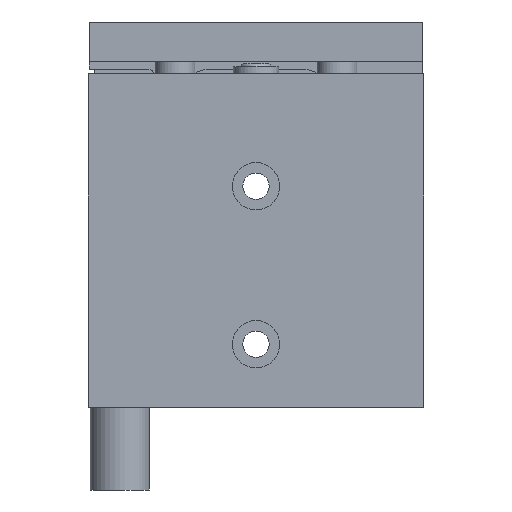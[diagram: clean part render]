
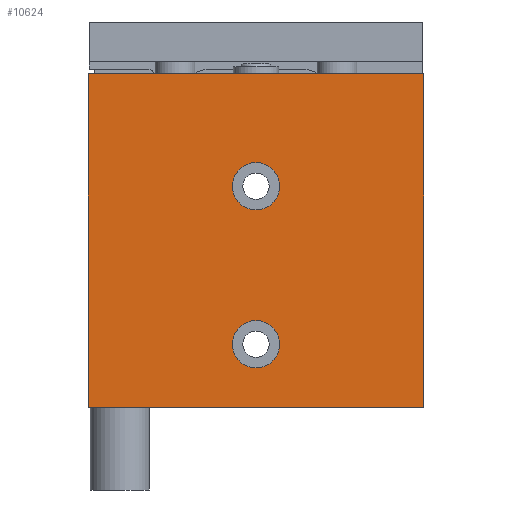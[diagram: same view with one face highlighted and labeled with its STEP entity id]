
A CAD part, front view. The second image highlights one B-rep face of the part: STEP entity #10624.
In plain terms, the highlighted planar face has unit normal (0, -1, 0).
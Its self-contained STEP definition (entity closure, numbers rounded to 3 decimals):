
#128=LINE('',#15404,#824);
#184=LINE('',#15534,#880);
#215=LINE('',#15637,#911);
#216=LINE('',#15643,#912);
#824=VECTOR('',#12405,1000.);
#880=VECTOR('',#12497,1000.);
#911=VECTOR('',#12584,1000.);
#912=VECTOR('',#12591,1000.);
#1514=PLANE('',#11267);
#1958=ORIENTED_EDGE('',*,*,#4461,.F.);
#1959=ORIENTED_EDGE('',*,*,#4462,.F.);
#1960=ORIENTED_EDGE('',*,*,#4341,.F.);
#1961=ORIENTED_EDGE('',*,*,#4460,.F.);
#1962=ORIENTED_EDGE('',*,*,#4407,.T.);
#1963=ORIENTED_EDGE('',*,*,#4463,.T.);
#4341=EDGE_CURVE('',#5606,#5607,#128,.T.);
#4407=EDGE_CURVE('',#5663,#5662,#184,.T.);
#4460=EDGE_CURVE('',#5663,#5606,#215,.T.);
#4461=EDGE_CURVE('',#5707,#5707,#6521,.T.);
#4462=EDGE_CURVE('',#5708,#5708,#6522,.T.);
#4463=EDGE_CURVE('',#5662,#5607,#216,.T.);
#5606=VERTEX_POINT('',#15403);
#5607=VERTEX_POINT('',#15405);
#5662=VERTEX_POINT('',#15533);
#5663=VERTEX_POINT('',#15535);
#5707=VERTEX_POINT('',#15640);
#5708=VERTEX_POINT('',#15642);
#6521=CIRCLE('',#11268,6.);
#6522=CIRCLE('',#11269,6.);
#7053=EDGE_LOOP('',(#1958));
#7054=EDGE_LOOP('',(#1959));
#7055=EDGE_LOOP('',(#1960,#1961,#1962,#1963));
#7843=FACE_BOUND('',#7053,.T.);
#7844=FACE_BOUND('',#7054,.T.);
#7845=FACE_BOUND('',#7055,.T.);
#10624=ADVANCED_FACE('',(#7843,#7844,#7845),#1514,.T.);
#11267=AXIS2_PLACEMENT_3D('',#15638,#12585,#12586);
#11268=AXIS2_PLACEMENT_3D('',#15639,#12587,#12588);
#11269=AXIS2_PLACEMENT_3D('',#15641,#12589,#12590);
#12405=DIRECTION('',(1.,0.,0.));
#12497=DIRECTION('',(1.,0.,0.));
#12584=DIRECTION('',(0.,0.,1.));
#12585=DIRECTION('',(0.,-1.,0.));
#12586=DIRECTION('',(0.,0.,-1.));
#12587=DIRECTION('',(0.,-1.,0.));
#12588=DIRECTION('',(0.,0.,-1.));
#12589=DIRECTION('',(0.,-1.,0.));
#12590=DIRECTION('',(0.,0.,-1.));
#12591=DIRECTION('',(0.,0.,1.));
#15403=CARTESIAN_POINT('',(-42.5,0.,0.));
#15404=CARTESIAN_POINT('',(-42.5,0.,0.));
#15405=CARTESIAN_POINT('',(42.5,0.,0.));
#15533=CARTESIAN_POINT('',(42.5,0.,-84.5));
#15534=CARTESIAN_POINT('',(-42.5,0.,-84.5));
#15535=CARTESIAN_POINT('',(-42.5,0.,-84.5));
#15637=CARTESIAN_POINT('',(-42.5,0.,-84.5));
#15638=CARTESIAN_POINT('',(-42.5,0.,-84.5));
#15639=CARTESIAN_POINT('',(0.,0.,-68.5));
#15640=CARTESIAN_POINT('',(0.,0.,-74.5));
#15641=CARTESIAN_POINT('',(0.,0.,-28.5));
#15642=CARTESIAN_POINT('',(0.,0.,-34.5));
#15643=CARTESIAN_POINT('',(42.5,0.,-84.5));
